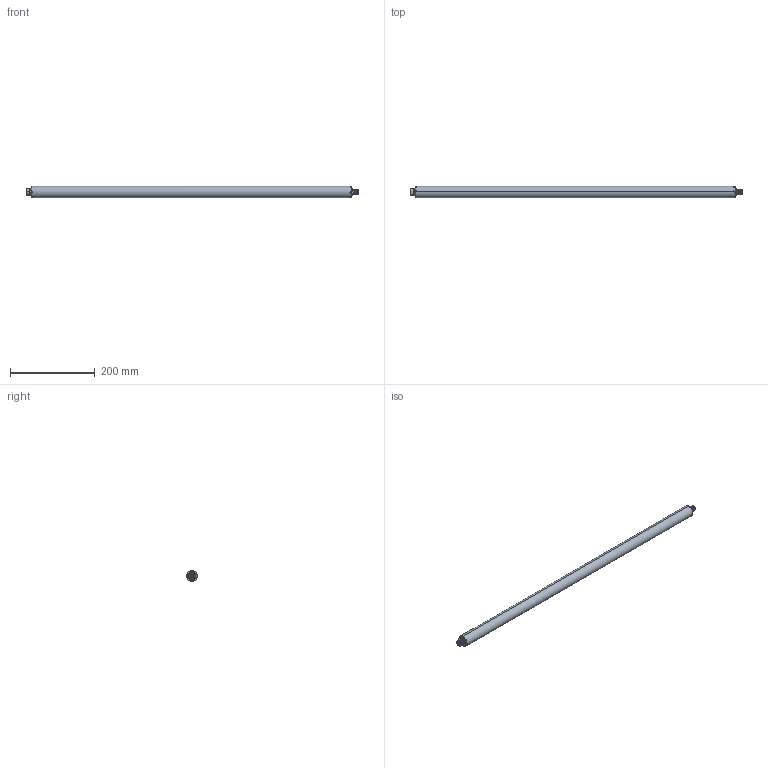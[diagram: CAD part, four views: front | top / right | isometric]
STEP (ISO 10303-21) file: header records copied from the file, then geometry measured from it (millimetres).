
FILE_DESCRIPTION((''),'2;1');
FILE_NAME('185266_SM01_ASM','2022-12-13T16:03:47',('PDMAdmin'),('BANNER ENGINEERING'),'CREO PARAMETRIC BY PTC INC, 2019292','CREO PARAMETRIC BY PTC INC, 2019292','');
FILE_SCHEMA(('CONFIG_CONTROL_DESIGN'));
Length unit declared in the file: millimetre
Products named in the file (2): 185266_EP01; 185266_SM01_ASM
Assembly tree (1 placements, depth 2):
  185266_SM01_ASM
    185266_EP01
Bounding box: 783.5 x 27 x 27 mm (x, y, z)
Volume: 435745.4 mm3; surface area: 68659.9 mm2
Topology: 1 solids, 1 shells, 501 faces, 1429 edges, 958 vertices
Faces by surface type: cylinder 208, plane 178, bspline 81, torus 26, cone 8
Entity records: 35326 total; most frequent: CARTESIAN_POINT 22453, ORIENTED_EDGE 2858, DIRECTION 2513, EDGE_CURVE 1429, VERTEX_POINT 958, AXIS2_PLACEMENT_3D 932, VECTOR 649, LINE 649
